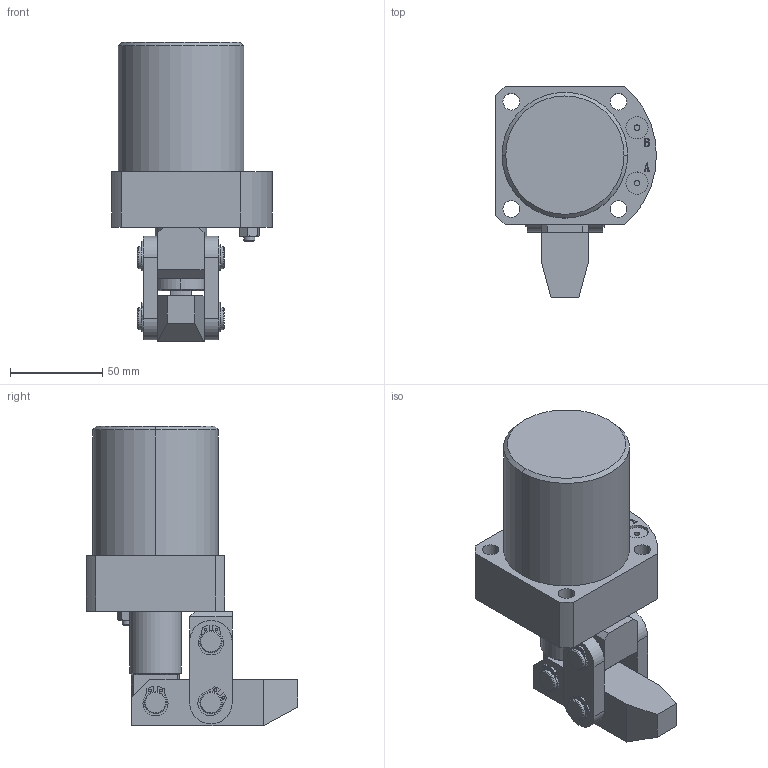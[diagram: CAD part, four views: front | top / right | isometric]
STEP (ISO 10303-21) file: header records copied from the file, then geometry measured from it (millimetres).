
FILE_DESCRIPTION (( 'STEP AP203' ), '1' );
FILE_NAME ('HLC-FCM50R.STEP', '2020-10-15T01:53:06', ( '微软用户' ), ( '微软中国' ), 'SwSTEP 2.0', 'SolidWorks 2012', '' );
FILE_SCHEMA (( 'CONFIG_CONTROL_DESIGN' ));
Length unit declared in the file: millimetre
Products named in the file (10): HLC-FCM50R; HLC-50盓傅; circlips for shaft--type a large gb_GB_CONNECTING_PIECE_RING_RRA 12; HLC-50酗种; HLC-50揤旋; HLC-50蟀裝; HLC-50活塞杆; HLC-FCM50掛极; HLC-50傻种; M12覃誹概
Assembly tree (16 placements, depth 2):
  HLC-FCM50R
    HLC-FCM50掛极
    M12覃誹概
    HLC-50傻种
    HLC-50活塞杆
    HLC-50蟀裝  x2
    HLC-50揤旋
    HLC-50酗种  x2
    circlips for shaft--type a large gb_GB_CONNECTING_PIECE_RING_RRA 12  x6
    HLC-50盓傅
Bounding box: 87 x 114.5 x 162 mm (x, y, z)
Volume: 469147.1 mm3; surface area: 97837.3 mm2
Topology: 16 solids, 16 shells, 412 faces, 1006 edges, 657 vertices
Faces by surface type: cylinder 200, plane 167, cone 25, bspline 16, torus 4
Entity records: 9999 total; most frequent: CARTESIAN_POINT 2330, DIRECTION 1375, ORIENTED_EDGE 1278, EDGE_CURVE 639, AXIS2_PLACEMENT_3D 506, VERTEX_POINT 415, VECTOR 363, LINE 363
